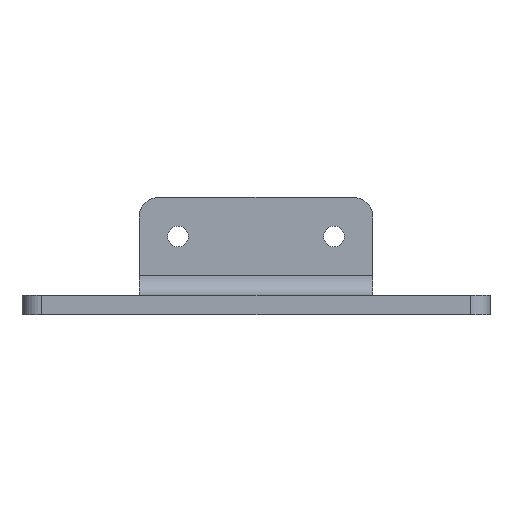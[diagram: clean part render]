
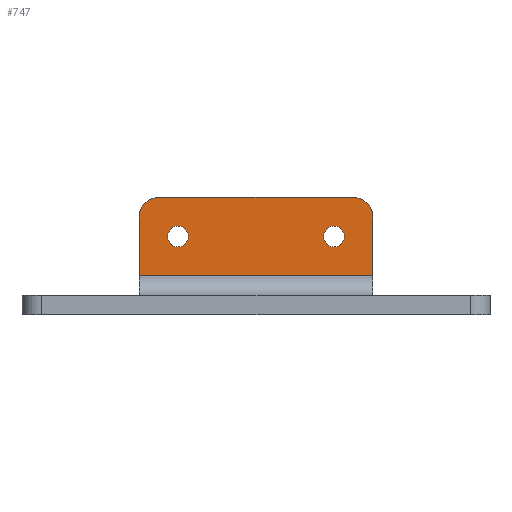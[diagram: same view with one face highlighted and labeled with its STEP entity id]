
A CAD part, front view. The second image highlights one B-rep face of the part: STEP entity #747.
In plain terms, the highlighted planar face has unit normal (0, -1, 0).
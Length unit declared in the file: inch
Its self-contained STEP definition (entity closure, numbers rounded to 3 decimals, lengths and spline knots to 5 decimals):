
#28 = ORIENTED_EDGE ( 'NONE', *, *, #502, .F. ) ;
#33 = ORIENTED_EDGE ( 'NONE', *, *, #315, .F. ) ;
#37 = ORIENTED_EDGE ( 'NONE', *, *, #442, .F. ) ;
#56 = EDGE_CURVE ( 'NONE', #1063, #676, #316, .T. ) ;
#76 = CARTESIAN_POINT ( 'NONE',  ( 1.5, 1.625, 1.25 ) ) ;
#87 = VERTEX_POINT ( 'NONE', #796 ) ;
#102 = CARTESIAN_POINT ( 'NONE',  ( 0., 1.625, 0. ) ) ;
#111 = ORIENTED_EDGE ( 'NONE', *, *, #925, .F. ) ;
#113 = DIRECTION ( 'NONE',  ( 0., -1., 0. ) ) ;
#130 = ORIENTED_EDGE ( 'NONE', *, *, #642, .F. ) ;
#131 = EDGE_LOOP ( 'NONE', ( #37, #527 ) ) ;
#136 = CARTESIAN_POINT ( 'NONE',  ( -1., 1.625, 0.75 ) ) ;
#149 = DIRECTION ( 'NONE',  ( 0., -1., 0. ) ) ;
#152 = CARTESIAN_POINT ( 'NONE',  ( -1.5, 1.625, 1. ) ) ;
#178 = AXIS2_PLACEMENT_3D ( 'NONE', #102, #113, #1190 ) ;
#192 = VERTEX_POINT ( 'NONE', #1193 ) ;
#196 = DIRECTION ( 'NONE',  ( 0., 0., -1. ) ) ;
#198 = AXIS2_PLACEMENT_3D ( 'NONE', #576, #587, #467 ) ;
#243 = EDGE_CURVE ( 'NONE', #192, #951, #721, .T. ) ;
#246 = ORIENTED_EDGE ( 'NONE', *, *, #602, .T. ) ;
#247 = CARTESIAN_POINT ( 'NONE',  ( 1.25, 1.625, 1. ) ) ;
#261 = DIRECTION ( 'NONE',  ( 0., 0., -1. ) ) ;
#315 = EDGE_CURVE ( 'NONE', #676, #1063, #1178, .T. ) ;
#316 = CIRCLE ( 'NONE', #493, 0.13281 ) ;
#335 = AXIS2_PLACEMENT_3D ( 'NONE', #829, #753, #196 ) ;
#339 = DIRECTION ( 'NONE',  ( 0., 0., -1. ) ) ;
#376 = VECTOR ( 'NONE', #924, 39.37008 ) ;
#387 = PLANE ( 'NONE',  #178 ) ;
#422 = DIRECTION ( 'NONE',  ( 0., 0., -1. ) ) ;
#432 = CARTESIAN_POINT ( 'NONE',  ( -1., 1.625, 0.88281 ) ) ;
#442 = EDGE_CURVE ( 'NONE', #761, #87, #646, .T. ) ;
#451 = EDGE_LOOP ( 'NONE', ( #33, #668 ) ) ;
#458 = LINE ( 'NONE', #1158, #766 ) ;
#467 = DIRECTION ( 'NONE',  ( 0., 0., -1. ) ) ;
#469 = CARTESIAN_POINT ( 'NONE',  ( -1., 1.625, 0.61719 ) ) ;
#473 = CIRCLE ( 'NONE', #1141, 0.25 ) ;
#481 = LINE ( 'NONE', #76, #1102 ) ;
#492 = EDGE_LOOP ( 'NONE', ( #28, #246, #624, #111, #130, #1171 ) ) ;
#493 = AXIS2_PLACEMENT_3D ( 'NONE', #136, #512, #422 ) ;
#502 = EDGE_CURVE ( 'NONE', #581, #1191, #481, .T. ) ;
#512 = DIRECTION ( 'NONE',  ( 0., -1., 0. ) ) ;
#527 = ORIENTED_EDGE ( 'NONE', *, *, #730, .F. ) ;
#533 = DIRECTION ( 'NONE',  ( 0., 0., -1. ) ) ;
#537 = EDGE_CURVE ( 'NONE', #649, #1191, #473, .T. ) ;
#570 = CARTESIAN_POINT ( 'NONE',  ( 1., 1.625, 0.75 ) ) ;
#576 = CARTESIAN_POINT ( 'NONE',  ( -1., 1.625, 0.75 ) ) ;
#579 = DIRECTION ( 'NONE',  ( 0., -1., 0. ) ) ;
#581 = VERTEX_POINT ( 'NONE', #984 ) ;
#587 = DIRECTION ( 'NONE',  ( 0., -1., 0. ) ) ;
#595 = AXIS2_PLACEMENT_3D ( 'NONE', #911, #1090, #261 ) ;
#602 = EDGE_CURVE ( 'NONE', #581, #951, #613, .T. ) ;
#613 = CIRCLE ( 'NONE', #595, 0.25 ) ;
#614 = CARTESIAN_POINT ( 'NONE',  ( 1.5, 1.625, 0.25 ) ) ;
#624 = ORIENTED_EDGE ( 'NONE', *, *, #243, .F. ) ;
#642 = EDGE_CURVE ( 'NONE', #649, #1041, #458, .T. ) ;
#646 = CIRCLE ( 'NONE', #335, 0.13281 ) ;
#647 = FACE_BOUND ( 'NONE', #131, .T. ) ;
#649 = VERTEX_POINT ( 'NONE', #853 ) ;
#668 = ORIENTED_EDGE ( 'NONE', *, *, #56, .F. ) ;
#676 = VERTEX_POINT ( 'NONE', #469 ) ;
#721 = LINE ( 'NONE', #1085, #376 ) ;
#730 = EDGE_CURVE ( 'NONE', #87, #761, #974, .T. ) ;
#747 = ADVANCED_FACE ( 'NONE', ( #838, #647, #950 ), #387, .T. ) ;
#753 = DIRECTION ( 'NONE',  ( 0., -1., 0. ) ) ;
#761 = VERTEX_POINT ( 'NONE', #832 ) ;
#766 = VECTOR ( 'NONE', #339, 39.37008 ) ;
#796 = CARTESIAN_POINT ( 'NONE',  ( 1., 1.625, 0.88281 ) ) ;
#824 = DIRECTION ( 'NONE',  ( 1., 0., 0. ) ) ;
#829 = CARTESIAN_POINT ( 'NONE',  ( 1., 1.625, 0.75 ) ) ;
#832 = CARTESIAN_POINT ( 'NONE',  ( 1., 1.625, 0.61719 ) ) ;
#838 = FACE_BOUND ( 'NONE', #451, .T. ) ;
#853 = CARTESIAN_POINT ( 'NONE',  ( 1.5, 1.625, 1. ) ) ;
#895 = AXIS2_PLACEMENT_3D ( 'NONE', #570, #579, #1120 ) ;
#911 = CARTESIAN_POINT ( 'NONE',  ( -1.25, 1.625, 1. ) ) ;
#924 = DIRECTION ( 'NONE',  ( 0., 0., 1. ) ) ;
#925 = EDGE_CURVE ( 'NONE', #1041, #192, #1064, .T. ) ;
#950 = FACE_OUTER_BOUND ( 'NONE', #492, .T. ) ;
#951 = VERTEX_POINT ( 'NONE', #152 ) ;
#974 = CIRCLE ( 'NONE', #895, 0.13281 ) ;
#977 = DIRECTION ( 'NONE',  ( -1., 0., 0. ) ) ;
#984 = CARTESIAN_POINT ( 'NONE',  ( -1.25, 1.625, 1.25 ) ) ;
#1041 = VERTEX_POINT ( 'NONE', #1081 ) ;
#1063 = VERTEX_POINT ( 'NONE', #432 ) ;
#1064 = LINE ( 'NONE', #614, #1125 ) ;
#1081 = CARTESIAN_POINT ( 'NONE',  ( 1.5, 1.625, 0.25 ) ) ;
#1085 = CARTESIAN_POINT ( 'NONE',  ( -1.5, 1.625, 1.25 ) ) ;
#1090 = DIRECTION ( 'NONE',  ( 0., -1., 0. ) ) ;
#1102 = VECTOR ( 'NONE', #824, 39.37008 ) ;
#1120 = DIRECTION ( 'NONE',  ( 0., 0., -1. ) ) ;
#1125 = VECTOR ( 'NONE', #977, 39.37008 ) ;
#1141 = AXIS2_PLACEMENT_3D ( 'NONE', #247, #149, #533 ) ;
#1158 = CARTESIAN_POINT ( 'NONE',  ( 1.5, 1.625, 0. ) ) ;
#1171 = ORIENTED_EDGE ( 'NONE', *, *, #537, .T. ) ;
#1178 = CIRCLE ( 'NONE', #198, 0.13281 ) ;
#1190 = DIRECTION ( 'NONE',  ( 0., 0., -1. ) ) ;
#1191 = VERTEX_POINT ( 'NONE', #1194 ) ;
#1193 = CARTESIAN_POINT ( 'NONE',  ( -1.5, 1.625, 0.25 ) ) ;
#1194 = CARTESIAN_POINT ( 'NONE',  ( 1.25, 1.625, 1.25 ) ) ;
